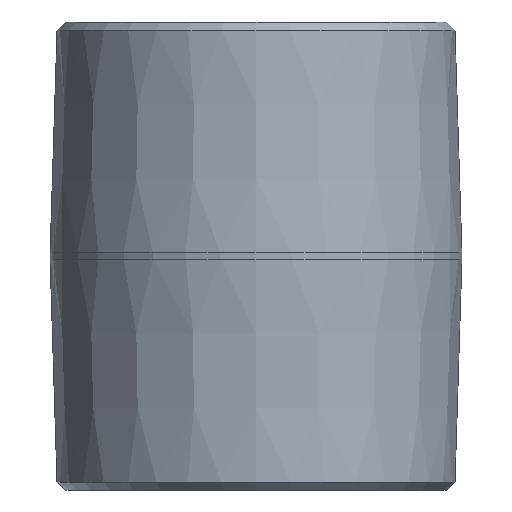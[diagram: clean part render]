
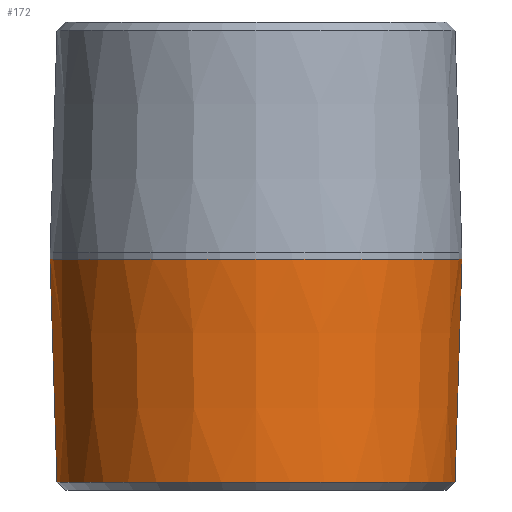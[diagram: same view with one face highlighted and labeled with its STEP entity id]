
A CAD part, front view. The second image highlights one B-rep face of the part: STEP entity #172.
In plain terms, the highlighted conical face has half-angle 1.78 degrees and reference radius 16.764 mm.
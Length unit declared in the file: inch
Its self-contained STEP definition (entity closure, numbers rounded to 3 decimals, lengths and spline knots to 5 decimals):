
#37 = ORIENTED_EDGE ( 'NONE', *, *, #94, .T. ) ;
#43 = DIRECTION ( 'NONE',  ( 0., 0., 1. ) ) ;
#55 = LINE ( 'NONE', #529, #159 ) ;
#67 = CIRCLE ( 'NONE', #241, 0.66 ) ;
#94 = EDGE_CURVE ( 'NONE', #195, #279, #297, .T. ) ;
#100 = CARTESIAN_POINT ( 'NONE',  ( -0.63778, 0., 0.02499 ) ) ;
#114 = ORIENTED_EDGE ( 'NONE', *, *, #222, .F. ) ;
#159 = VECTOR ( 'NONE', #435, 39.37008 ) ;
#172 = ADVANCED_FACE ( 'NONE', ( #523 ), #285, .T. ) ;
#187 = DIRECTION ( 'NONE',  ( 1., 0., 0. ) ) ;
#195 = VERTEX_POINT ( 'NONE', #100 ) ;
#207 = EDGE_CURVE ( 'NONE', #404, #417, #67, .T. ) ;
#222 = EDGE_CURVE ( 'NONE', #195, #417, #55, .T. ) ;
#241 = AXIS2_PLACEMENT_3D ( 'NONE', #271, #318, #355 ) ;
#252 = CARTESIAN_POINT ( 'NONE',  ( 0., 0., 0.02499 ) ) ;
#271 = CARTESIAN_POINT ( 'NONE',  ( 0., 0., 0.74 ) ) ;
#279 = VERTEX_POINT ( 'NONE', #398 ) ;
#280 = CARTESIAN_POINT ( 'NONE',  ( 0.66, 0., 0.74 ) ) ;
#284 = CARTESIAN_POINT ( 'NONE',  ( -0.66, 0., 0.74 ) ) ;
#285 = CONICAL_SURFACE ( 'NONE', #502, 0.66, 0.031 ) ;
#297 = CIRCLE ( 'NONE', #485, 0.63778 ) ;
#306 = VECTOR ( 'NONE', #513, 39.37008 ) ;
#310 = ORIENTED_EDGE ( 'NONE', *, *, #550, .T. ) ;
#314 = CARTESIAN_POINT ( 'NONE',  ( 0., 0., 0.74 ) ) ;
#318 = DIRECTION ( 'NONE',  ( 0., 0., -1. ) ) ;
#338 = CARTESIAN_POINT ( 'NONE',  ( 0.66, 0., 0.74 ) ) ;
#355 = DIRECTION ( 'NONE',  ( -1., 0., 0. ) ) ;
#389 = LINE ( 'NONE', #338, #306 ) ;
#398 = CARTESIAN_POINT ( 'NONE',  ( 0.63778, 0., 0.02499 ) ) ;
#404 = VERTEX_POINT ( 'NONE', #280 ) ;
#417 = VERTEX_POINT ( 'NONE', #284 ) ;
#425 = DIRECTION ( 'NONE',  ( -1., 0., 0. ) ) ;
#435 = DIRECTION ( 'NONE',  ( -0.031, 0., 1. ) ) ;
#464 = EDGE_LOOP ( 'NONE', ( #114, #37, #310, #479 ) ) ;
#479 = ORIENTED_EDGE ( 'NONE', *, *, #207, .T. ) ;
#480 = DIRECTION ( 'NONE',  ( 0., 0., 1. ) ) ;
#485 = AXIS2_PLACEMENT_3D ( 'NONE', #252, #43, #425 ) ;
#502 = AXIS2_PLACEMENT_3D ( 'NONE', #314, #480, #187 ) ;
#513 = DIRECTION ( 'NONE',  ( 0.031, 0., 1. ) ) ;
#523 = FACE_OUTER_BOUND ( 'NONE', #464, .T. ) ;
#529 = CARTESIAN_POINT ( 'NONE',  ( -0.66, 0., 0.74 ) ) ;
#550 = EDGE_CURVE ( 'NONE', #279, #404, #389, .T. ) ;
